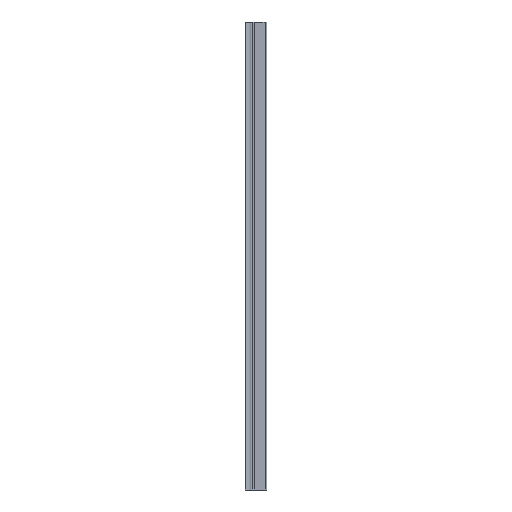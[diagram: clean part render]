
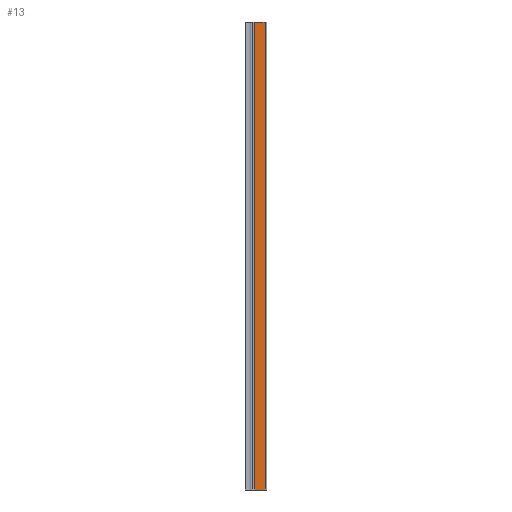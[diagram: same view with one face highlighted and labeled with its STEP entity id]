
A CAD part, left-side view. The second image highlights one B-rep face of the part: STEP entity #13.
In plain terms, the highlighted planar face has unit normal (-1, 0, 0).
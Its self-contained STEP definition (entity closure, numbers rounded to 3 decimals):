
#13 = ADVANCED_FACE ( 'NONE', ( #954 ), #103, .T. ) ;
#18 = VERTEX_POINT ( 'NONE', #616 ) ;
#25 = DIRECTION ( 'NONE',  ( 0., 0., 1. ) ) ;
#26 = CARTESIAN_POINT ( 'NONE',  ( 38., 18., 0. ) ) ;
#28 = LINE ( 'NONE', #511, #683 ) ;
#34 = ORIENTED_EDGE ( 'NONE', *, *, #235, .T. ) ;
#91 = VERTEX_POINT ( 'NONE', #553 ) ;
#103 = PLANE ( 'NONE',  #427 ) ;
#118 = DIRECTION ( 'NONE',  ( 0., 0., -1. ) ) ;
#138 = VECTOR ( 'NONE', #118, 1000. ) ;
#161 = VECTOR ( 'NONE', #955, 1000. ) ;
#204 = DIRECTION ( 'NONE',  ( 0., 0., 1. ) ) ;
#207 = LINE ( 'NONE', #722, #161 ) ;
#225 = VECTOR ( 'NONE', #870, 1000. ) ;
#235 = EDGE_CURVE ( 'NONE', #18, #836, #28, .T. ) ;
#271 = EDGE_CURVE ( 'NONE', #91, #836, #207, .T. ) ;
#341 = CARTESIAN_POINT ( 'NONE',  ( 38., 18., 0. ) ) ;
#403 = ORIENTED_EDGE ( 'NONE', *, *, #730, .T. ) ;
#427 = AXIS2_PLACEMENT_3D ( 'NONE', #613, #471, #25 ) ;
#471 = DIRECTION ( 'NONE',  ( -1., 0., 0. ) ) ;
#511 = CARTESIAN_POINT ( 'NONE',  ( 38., 6.7, 0. ) ) ;
#541 = ORIENTED_EDGE ( 'NONE', *, *, #271, .F. ) ;
#549 = EDGE_LOOP ( 'NONE', ( #403, #34, #541, #632 ) ) ;
#553 = CARTESIAN_POINT ( 'NONE',  ( 38., 18., 500. ) ) ;
#570 = LINE ( 'NONE', #713, #225 ) ;
#574 = VERTEX_POINT ( 'NONE', #26 ) ;
#613 = CARTESIAN_POINT ( 'NONE',  ( 38., 12.35, 0. ) ) ;
#616 = CARTESIAN_POINT ( 'NONE',  ( 38., 6.7, 0. ) ) ;
#632 = ORIENTED_EDGE ( 'NONE', *, *, #702, .T. ) ;
#683 = VECTOR ( 'NONE', #204, 1000. ) ;
#702 = EDGE_CURVE ( 'NONE', #91, #574, #717, .T. ) ;
#713 = CARTESIAN_POINT ( 'NONE',  ( 38., 16.961, 0. ) ) ;
#717 = LINE ( 'NONE', #341, #138 ) ;
#722 = CARTESIAN_POINT ( 'NONE',  ( 38., 16.961, 500. ) ) ;
#730 = EDGE_CURVE ( 'NONE', #574, #18, #570, .T. ) ;
#836 = VERTEX_POINT ( 'NONE', #893 ) ;
#870 = DIRECTION ( 'NONE',  ( 0., -1., 0. ) ) ;
#893 = CARTESIAN_POINT ( 'NONE',  ( 38., 6.7, 500. ) ) ;
#954 = FACE_OUTER_BOUND ( 'NONE', #549, .T. ) ;
#955 = DIRECTION ( 'NONE',  ( 0., -1., 0. ) ) ;
